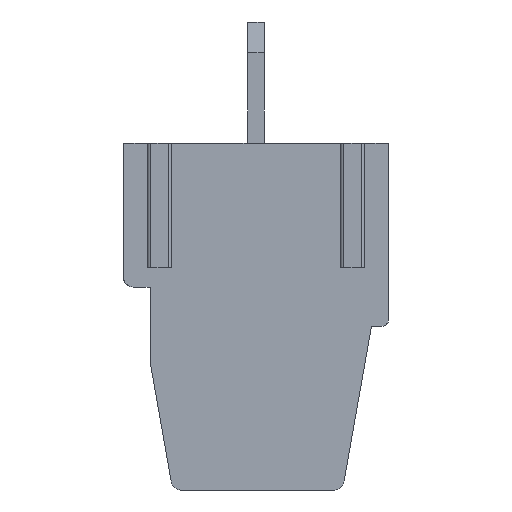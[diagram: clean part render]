
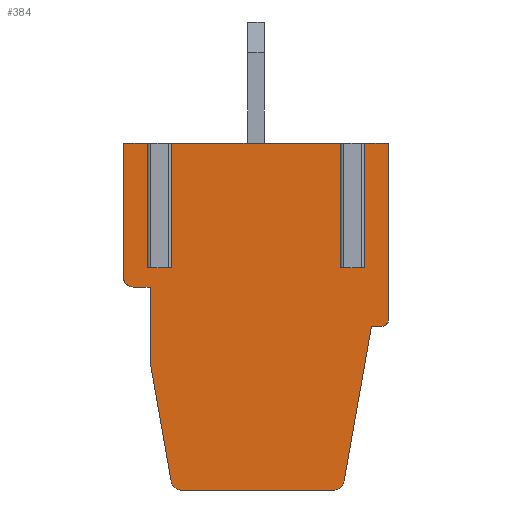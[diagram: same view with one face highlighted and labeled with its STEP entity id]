
A CAD part, front view. The second image highlights one B-rep face of the part: STEP entity #384.
In plain terms, the highlighted planar face has unit normal (0, -1, 0).
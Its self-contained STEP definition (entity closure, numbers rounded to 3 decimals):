
#384 = ADVANCED_FACE( '', ( #823 ), #824, .F. );
#823 = FACE_OUTER_BOUND( '', #1316, .T. );
#824 = PLANE( '', #1317 );
#1316 = EDGE_LOOP( '', ( #2422, #2423, #2424, #2425, #2426, #2427, #2428, #2429, #2430, #2431, #2432, #2433, #2434, #2435, #2436, #2437, #2438, #2439, #2440, #2441, #2442 ) );
#1317 = AXIS2_PLACEMENT_3D( '', #2443, #2444, #2445 );
#2422 = ORIENTED_EDGE( '', *, *, #3476, .T. );
#2423 = ORIENTED_EDGE( '', *, *, #3112, .T. );
#2424 = ORIENTED_EDGE( '', *, *, #3437, .F. );
#2425 = ORIENTED_EDGE( '', *, *, #3462, .T. );
#2426 = ORIENTED_EDGE( '', *, *, #3477, .T. );
#2427 = ORIENTED_EDGE( '', *, *, #3402, .T. );
#2428 = ORIENTED_EDGE( '', *, *, #3423, .F. );
#2429 = ORIENTED_EDGE( '', *, *, #3206, .T. );
#2430 = ORIENTED_EDGE( '', *, *, #3478, .T. );
#2431 = ORIENTED_EDGE( '', *, *, #3261, .T. );
#2432 = ORIENTED_EDGE( '', *, *, #3479, .T. );
#2433 = ORIENTED_EDGE( '', *, *, #3386, .F. );
#2434 = ORIENTED_EDGE( '', *, *, #3480, .F. );
#2435 = ORIENTED_EDGE( '', *, *, #3316, .F. );
#2436 = ORIENTED_EDGE( '', *, *, #3408, .T. );
#2437 = ORIENTED_EDGE( '', *, *, #3481, .T. );
#2438 = ORIENTED_EDGE( '', *, *, #3482, .T. );
#2439 = ORIENTED_EDGE( '', *, *, #3483, .F. );
#2440 = ORIENTED_EDGE( '', *, *, #3272, .F. );
#2441 = ORIENTED_EDGE( '', *, *, #3171, .T. );
#2442 = ORIENTED_EDGE( '', *, *, #3233, .T. );
#2443 = CARTESIAN_POINT( '', ( 99.298, -45., -4.395 ) );
#2444 = DIRECTION( '', ( 0., 1., 0. ) );
#2445 = DIRECTION( '', ( -1., 0., 0. ) );
#3112 = EDGE_CURVE( '', #3786, #3790, #3792, .T. );
#3171 = EDGE_CURVE( '', #3891, #3889, #3892, .F. );
#3206 = EDGE_CURVE( '', #3952, #3949, #3953, .F. );
#3233 = EDGE_CURVE( '', #3889, #3995, #3998, .T. );
#3261 = EDGE_CURVE( '', #4045, #4043, #4046, .T. );
#3272 = EDGE_CURVE( '', #3891, #4064, #4065, .T. );
#3316 = EDGE_CURVE( '', #4126, #4128, #4129, .T. );
#3386 = EDGE_CURVE( '', #4225, #4227, #4228, .T. );
#3402 = EDGE_CURVE( '', #4246, #4250, #4252, .T. );
#3408 = EDGE_CURVE( '', #4126, #4257, #4260, .F. );
#3423 = EDGE_CURVE( '', #3952, #4250, #4282, .T. );
#3437 = EDGE_CURVE( '', #4299, #3790, #4301, .T. );
#3462 = EDGE_CURVE( '', #4299, #4331, #4334, .F. );
#3476 = EDGE_CURVE( '', #3995, #3786, #4351, .T. );
#3477 = EDGE_CURVE( '', #4331, #4246, #4352, .T. );
#3478 = EDGE_CURVE( '', #3949, #4045, #4353, .T. );
#3479 = EDGE_CURVE( '', #4043, #4227, #4354, .F. );
#3480 = EDGE_CURVE( '', #4128, #4225, #4355, .T. );
#3481 = EDGE_CURVE( '', #4257, #4356, #4357, .T. );
#3482 = EDGE_CURVE( '', #4356, #4358, #4359, .F. );
#3483 = EDGE_CURVE( '', #4064, #4358, #4360, .T. );
#3786 = VERTEX_POINT( '', #4760 );
#3790 = VERTEX_POINT( '', #4765 );
#3792 = LINE( '', #4767, #4768 );
#3889 = VERTEX_POINT( '', #4906 );
#3891 = VERTEX_POINT( '', #4909 );
#3892 = CIRCLE( '', #4910, 0.198 );
#3949 = VERTEX_POINT( '', #4994 );
#3952 = VERTEX_POINT( '', #4997 );
#3953 = LINE( '', #4998, #4999 );
#3995 = VERTEX_POINT( '', #5059 );
#3998 = LINE( '', #5063, #5064 );
#4043 = VERTEX_POINT( '', #5130 );
#4045 = VERTEX_POINT( '', #5133 );
#4046 = LINE( '', #5134, #5135 );
#4064 = VERTEX_POINT( '', #5162 );
#4065 = LINE( '', #5163, #5164 );
#4126 = VERTEX_POINT( '', #5260 );
#4128 = VERTEX_POINT( '', #5263 );
#4129 = LINE( '', #5264, #5265 );
#4225 = VERTEX_POINT( '', #5406 );
#4227 = VERTEX_POINT( '', #5409 );
#4228 = LINE( '', #5410, #5411 );
#4246 = VERTEX_POINT( '', #5437 );
#4250 = VERTEX_POINT( '', #5442 );
#4252 = LINE( '', #5444, #5445 );
#4257 = VERTEX_POINT( '', #5452 );
#4260 = CIRCLE( '', #5456, 0.298 );
#4282 = LINE( '', #5488, #5489 );
#4299 = VERTEX_POINT( '', #5511 );
#4301 = LINE( '', #5513, #5514 );
#4331 = VERTEX_POINT( '', #5556 );
#4334 = LINE( '', #5559, #5560 );
#4351 = LINE( '', #5584, #5585 );
#4352 = LINE( '', #5586, #5587 );
#4353 = LINE( '', #5588, #5589 );
#4354 = CIRCLE( '', #5590, 0.298 );
#4355 = LINE( '', #5591, #5592 );
#4356 = VERTEX_POINT( '', #5593 );
#4357 = LINE( '', #5594, #5595 );
#4358 = VERTEX_POINT( '', #5596 );
#4359 = CIRCLE( '', #5597, 0.298 );
#4360 = LINE( '', #5598, #5599 );
#4760 = CARTESIAN_POINT( '', ( 106.37, -45., 0. ) );
#4765 = CARTESIAN_POINT( '', ( 106.37, -45., -3.8 ) );
#4767 = CARTESIAN_POINT( '', ( 106.37, -45., 0. ) );
#4768 = VECTOR( '', #5893, 1000. );
#4906 = CARTESIAN_POINT( '', ( 107.096, -45., -5.398 ) );
#4909 = CARTESIAN_POINT( '', ( 106.898, -45., -5.596 ) );
#4910 = AXIS2_PLACEMENT_3D( '', #5951, #5952, #5953 );
#4994 = CARTESIAN_POINT( '', ( 99.73, -45., 0. ) );
#4997 = CARTESIAN_POINT( '', ( 99.73, -45., -3.8 ) );
#4998 = CARTESIAN_POINT( '', ( 99.73, -45., 0. ) );
#4999 = VECTOR( '', #5989, 1000. );
#5059 = CARTESIAN_POINT( '', ( 107.096, -45., 0. ) );
#5063 = CARTESIAN_POINT( '', ( 107.096, -45., 0. ) );
#5064 = VECTOR( '', #6012, 1000. );
#5130 = CARTESIAN_POINT( '', ( 99., -45., -4.098 ) );
#5133 = CARTESIAN_POINT( '', ( 99., -45., 0. ) );
#5134 = CARTESIAN_POINT( '', ( 99., -45., 0. ) );
#5135 = VECTOR( '', #6041, 1000. );
#5162 = CARTESIAN_POINT( '', ( 106.577, -45., -5.596 ) );
#5163 = CARTESIAN_POINT( '', ( 107.096, -45., -5.596 ) );
#5164 = VECTOR( '', #6051, 1000. );
#5260 = CARTESIAN_POINT( '', ( 100.451, -45., -10.317 ) );
#5263 = CARTESIAN_POINT( '', ( 99.814, -45., -6.704 ) );
#5264 = CARTESIAN_POINT( '', ( 100.498, -45., -10.587 ) );
#5265 = VECTOR( '', #6084, 1000. );
#5406 = CARTESIAN_POINT( '', ( 99.814, -45., -4.395 ) );
#5409 = CARTESIAN_POINT( '', ( 99.298, -45., -4.395 ) );
#5410 = CARTESIAN_POINT( '', ( 99.814, -45., -4.395 ) );
#5411 = VECTOR( '', #6140, 1000. );
#5437 = CARTESIAN_POINT( '', ( 100.47, -45., 0. ) );
#5442 = CARTESIAN_POINT( '', ( 100.47, -45., -3.8 ) );
#5444 = CARTESIAN_POINT( '', ( 100.47, -45., 0. ) );
#5445 = VECTOR( '', #6156, 1000. );
#5452 = CARTESIAN_POINT( '', ( 100.748, -45., -10.6 ) );
#5456 = AXIS2_PLACEMENT_3D( '', #6160, #6161, #6162 );
#5488 = CARTESIAN_POINT( '', ( 99.78, -45., -3.8 ) );
#5489 = VECTOR( '', #6178, 1000. );
#5511 = CARTESIAN_POINT( '', ( 105.63, -45., -3.8 ) );
#5513 = CARTESIAN_POINT( '', ( 105.68, -45., -3.8 ) );
#5514 = VECTOR( '', #6199, 1000. );
#5556 = CARTESIAN_POINT( '', ( 105.63, -45., 0. ) );
#5559 = CARTESIAN_POINT( '', ( 105.63, -45., 0. ) );
#5560 = VECTOR( '', #6224, 1000. );
#5584 = CARTESIAN_POINT( '', ( 102.497, -45., 0. ) );
#5585 = VECTOR( '', #6235, 1000. );
#5586 = CARTESIAN_POINT( '', ( 102.497, -45., 0. ) );
#5587 = VECTOR( '', #6236, 1000. );
#5588 = CARTESIAN_POINT( '', ( 102.497, -45., 0. ) );
#5589 = VECTOR( '', #6237, 1000. );
#5590 = AXIS2_PLACEMENT_3D( '', #6238, #6239, #6240 );
#5591 = CARTESIAN_POINT( '', ( 99.814, -45., -6.704 ) );
#5592 = VECTOR( '', #6241, 1000. );
#5593 = CARTESIAN_POINT( '', ( 105.448, -45., -10.6 ) );
#5594 = CARTESIAN_POINT( '', ( 103.098, -45., -10.6 ) );
#5595 = VECTOR( '', #6242, 1000. );
#5596 = CARTESIAN_POINT( '', ( 105.745, -45., -10.317 ) );
#5597 = AXIS2_PLACEMENT_3D( '', #6243, #6244, #6245 );
#5598 = CARTESIAN_POINT( '', ( 106.577, -45., -5.596 ) );
#5599 = VECTOR( '', #6246, 1000. );
#5893 = DIRECTION( '', ( 0., 0., -1. ) );
#5951 = CARTESIAN_POINT( '', ( 106.898, -45., -5.398 ) );
#5952 = DIRECTION( '', ( 0., 1., 0. ) );
#5953 = DIRECTION( '', ( 0., 0., 1. ) );
#5989 = DIRECTION( '', ( 0., 0., -1. ) );
#6012 = DIRECTION( '', ( 0., 0., 1. ) );
#6041 = DIRECTION( '', ( 0., 0., -1. ) );
#6051 = DIRECTION( '', ( -1., 0., 0. ) );
#6084 = DIRECTION( '', ( -0.174, 0., 0.985 ) );
#6140 = DIRECTION( '', ( -1., 0., 0. ) );
#6156 = DIRECTION( '', ( 0., 0., -1. ) );
#6160 = CARTESIAN_POINT( '', ( 100.748, -45., -10.302 ) );
#6161 = DIRECTION( '', ( 0., 1., 0. ) );
#6162 = DIRECTION( '', ( 0., 0., 1. ) );
#6178 = DIRECTION( '', ( 1., 0., 0. ) );
#6199 = DIRECTION( '', ( 1., 0., 0. ) );
#6224 = DIRECTION( '', ( 0., 0., -1. ) );
#6235 = DIRECTION( '', ( -1., 0., 0. ) );
#6236 = DIRECTION( '', ( -1., 0., 0. ) );
#6237 = DIRECTION( '', ( -1., 0., 0. ) );
#6238 = CARTESIAN_POINT( '', ( 99.298, -45., -4.098 ) );
#6239 = DIRECTION( '', ( 0., 1., 0. ) );
#6240 = DIRECTION( '', ( 0., 0., 1. ) );
#6241 = DIRECTION( '', ( 0., 0., 1. ) );
#6242 = DIRECTION( '', ( 1., 0., 0. ) );
#6243 = CARTESIAN_POINT( '', ( 105.448, -45., -10.302 ) );
#6244 = DIRECTION( '', ( 0., 1., 0. ) );
#6245 = DIRECTION( '', ( 0., 0., 1. ) );
#6246 = DIRECTION( '', ( -0.174, 0., -0.985 ) );
